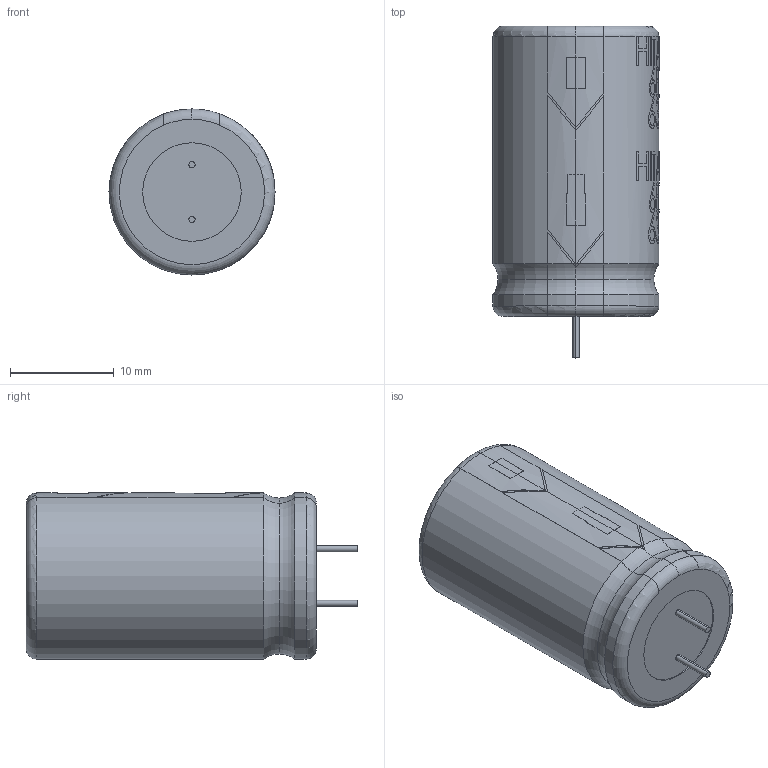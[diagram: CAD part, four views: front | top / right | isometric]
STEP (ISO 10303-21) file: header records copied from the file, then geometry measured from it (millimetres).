
FILE_DESCRIPTION (( 'STEP AP214' ), '1' );
FILE_NAME ('HITANO 680uF 63V 26õ16.STEP', '2024-03-08T14:10:52', ( '' ), ( '' ), 'SwSTEP 2.0', 'SolidWorks 2024', '' );
FILE_SCHEMA (( 'AUTOMOTIVE_DESIGN' ));
Length unit declared in the file: millimetre
Products named in the file (1): HITANO 680uF 63V 26х16
Bounding box: 16.01 x 32 x 16.01 mm (x, y, z)
Volume: 5546.2 mm3; surface area: 1807.3 mm2
Topology: 1 solids, 1 shells, 426 faces, 1122 edges, 739 vertices
Faces by surface type: plane 199, bspline 144, cylinder 67, torus 16
Entity records: 24714 total; most frequent: CARTESIAN_POINT 10578, ORIENTED_EDGE 2244, DIRECTION 1495, EDGE_CURVE 1122, VERTEX_POINT 739, VECTOR 511, LINE 511, AXIS2_PLACEMENT_3D 492
